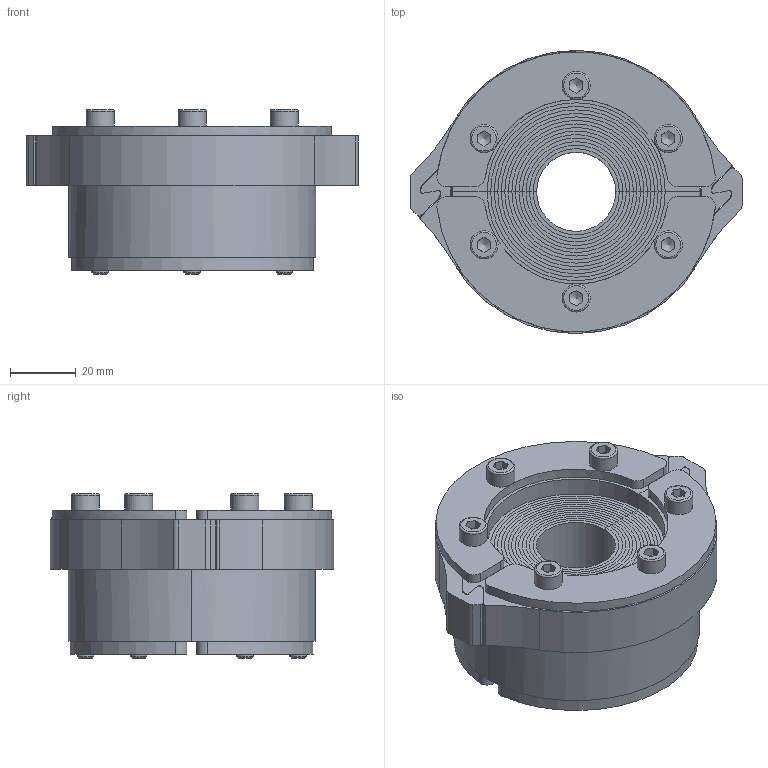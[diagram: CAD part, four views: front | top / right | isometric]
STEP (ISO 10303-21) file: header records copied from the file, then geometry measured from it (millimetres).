
FILE_DESCRIPTION(/* description */ (''),/* implementation_level */ '2;1');
FILE_NAME(/* name */ 'CRS_SLO_75.stp',/* time_stamp */ '2026-02-16T12:16:33+01:00',/* author */ ('se-marfre'),/* organization */ (''),/* preprocessor_version */ 'ST-DEVELOPER v19.2',/* originating_system */ 'Autodesk Inventor 2023',/* authorisation */ '');
FILE_SCHEMA (('CONFIG_CONTROL_DESIGN'));
Length unit declared in the file: millimetre
Products named in the file (1): CRS_SLO_75
Bounding box: 100.7 x 85.92 x 50 mm (x, y, z)
Volume: 177271.4 mm3; surface area: 36812.2 mm2
Topology: 1 solids, 1 shells, 258 faces, 682 edges, 424 vertices
Faces by surface type: plane 152, cylinder 88, cone 12, torus 6
Full cylindrical faces by diameter (mm): 5 x6, 8.5 x6
Entity records: 8268 total; most frequent: CARTESIAN_POINT 1443, DIRECTION 1436, ORIENTED_EDGE 1352, EDGE_CURVE 676, AXIS2_PLACEMENT_3D 543, VERTEX_POINT 424, LINE 350, VECTOR 350
